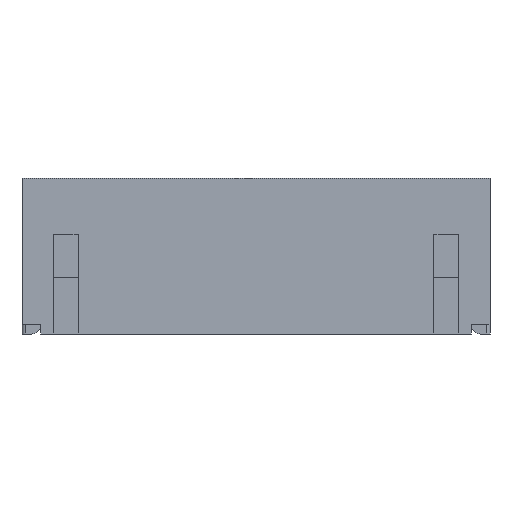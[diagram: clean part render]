
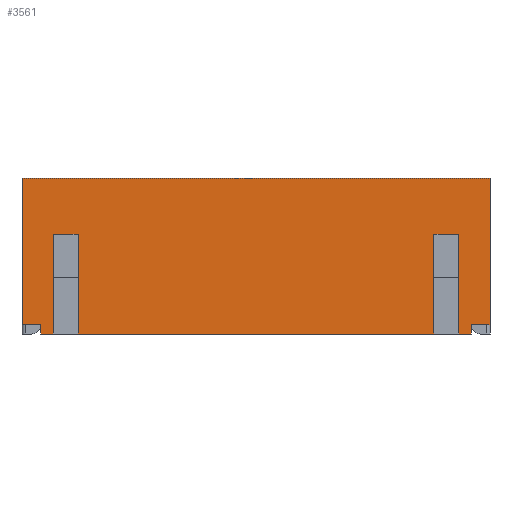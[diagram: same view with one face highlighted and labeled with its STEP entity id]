
A CAD part, left-side view. The second image highlights one B-rep face of the part: STEP entity #3561.
In plain terms, the highlighted planar face has unit normal (-1, 0, 0).
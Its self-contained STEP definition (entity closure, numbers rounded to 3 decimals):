
#47=PLANE('',#3875);
#254=FACE_OUTER_BOUND('',#442,.T.);
#442=EDGE_LOOP('',(#2692,#2693,#2694,#2695,#2696,#2697,#2698,#2699,#2700,
#2701,#2702,#2703,#2704,#2705,#2706,#2707));
#625=LINE('',#5345,#1025);
#629=LINE('',#5353,#1029);
#635=LINE('',#5366,#1035);
#656=LINE('',#5408,#1056);
#669=LINE('',#5433,#1069);
#670=LINE('',#5435,#1070);
#671=LINE('',#5437,#1071);
#672=LINE('',#5439,#1072);
#673=LINE('',#5441,#1073);
#674=LINE('',#5443,#1074);
#675=LINE('',#5445,#1075);
#676=LINE('',#5447,#1076);
#677=LINE('',#5449,#1077);
#678=LINE('',#5451,#1078);
#679=LINE('',#5452,#1079);
#680=LINE('',#5453,#1080);
#1025=VECTOR('',#4384,10.);
#1029=VECTOR('',#4390,10.);
#1035=VECTOR('',#4400,10.);
#1056=VECTOR('',#4433,10.);
#1069=VECTOR('',#4452,10.);
#1070=VECTOR('',#4453,10.);
#1071=VECTOR('',#4454,10.);
#1072=VECTOR('',#4455,10.);
#1073=VECTOR('',#4456,10.);
#1074=VECTOR('',#4457,10.);
#1075=VECTOR('',#4458,10.);
#1076=VECTOR('',#4459,10.);
#1077=VECTOR('',#4460,10.);
#1078=VECTOR('',#4461,10.);
#1079=VECTOR('',#4462,10.);
#1080=VECTOR('',#4463,10.);
#1607=VERTEX_POINT('',#5342);
#1608=VERTEX_POINT('',#5344);
#1611=VERTEX_POINT('',#5352);
#1614=VERTEX_POINT('',#5362);
#1616=VERTEX_POINT('',#5365);
#1631=VERTEX_POINT('',#5406);
#1640=VERTEX_POINT('',#5432);
#1641=VERTEX_POINT('',#5434);
#1642=VERTEX_POINT('',#5436);
#1643=VERTEX_POINT('',#5438);
#1644=VERTEX_POINT('',#5440);
#1645=VERTEX_POINT('',#5442);
#1646=VERTEX_POINT('',#5444);
#1647=VERTEX_POINT('',#5446);
#1648=VERTEX_POINT('',#5448);
#1649=VERTEX_POINT('',#5450);
#1989=EDGE_CURVE('',#1608,#1607,#625,.T.);
#1993=EDGE_CURVE('',#1611,#1608,#629,.T.);
#1999=EDGE_CURVE('',#1616,#1614,#635,.T.);
#2020=EDGE_CURVE('',#1614,#1631,#656,.T.);
#2033=EDGE_CURVE('',#1640,#1611,#669,.T.);
#2034=EDGE_CURVE('',#1607,#1641,#670,.T.);
#2035=EDGE_CURVE('',#1641,#1642,#671,.T.);
#2036=EDGE_CURVE('',#1642,#1643,#672,.T.);
#2037=EDGE_CURVE('',#1643,#1644,#673,.T.);
#2038=EDGE_CURVE('',#1644,#1645,#674,.T.);
#2039=EDGE_CURVE('',#1645,#1646,#675,.T.);
#2040=EDGE_CURVE('',#1646,#1647,#676,.T.);
#2041=EDGE_CURVE('',#1647,#1648,#677,.T.);
#2042=EDGE_CURVE('',#1649,#1648,#678,.T.);
#2043=EDGE_CURVE('',#1616,#1649,#679,.T.);
#2044=EDGE_CURVE('',#1631,#1640,#680,.T.);
#2692=ORIENTED_EDGE('',*,*,#2033,.T.);
#2693=ORIENTED_EDGE('',*,*,#1993,.T.);
#2694=ORIENTED_EDGE('',*,*,#1989,.T.);
#2695=ORIENTED_EDGE('',*,*,#2034,.T.);
#2696=ORIENTED_EDGE('',*,*,#2035,.T.);
#2697=ORIENTED_EDGE('',*,*,#2036,.T.);
#2698=ORIENTED_EDGE('',*,*,#2037,.T.);
#2699=ORIENTED_EDGE('',*,*,#2038,.T.);
#2700=ORIENTED_EDGE('',*,*,#2039,.T.);
#2701=ORIENTED_EDGE('',*,*,#2040,.T.);
#2702=ORIENTED_EDGE('',*,*,#2041,.T.);
#2703=ORIENTED_EDGE('',*,*,#2042,.F.);
#2704=ORIENTED_EDGE('',*,*,#2043,.F.);
#2705=ORIENTED_EDGE('',*,*,#1999,.T.);
#2706=ORIENTED_EDGE('',*,*,#2020,.T.);
#2707=ORIENTED_EDGE('',*,*,#2044,.T.);
#3561=ADVANCED_FACE('',(#254),#47,.T.);
#3875=AXIS2_PLACEMENT_3D('',#5431,#4450,#4451);
#4384=DIRECTION('',(0.,0.,-1.));
#4390=DIRECTION('',(0.,-1.,0.));
#4400=DIRECTION('',(0.,-1.,0.));
#4433=DIRECTION('',(0.,0.,-1.));
#4450=DIRECTION('center_axis',(-1.,0.,0.));
#4451=DIRECTION('ref_axis',(0.,-1.,0.));
#4452=DIRECTION('',(0.,0.,1.));
#4453=DIRECTION('',(0.,-1.,0.));
#4454=DIRECTION('',(0.,0.,1.));
#4455=DIRECTION('',(0.,-1.,0.));
#4456=DIRECTION('',(0.,0.,-1.));
#4457=DIRECTION('',(0.,-1.,0.));
#4458=DIRECTION('',(0.,0.,1.));
#4459=DIRECTION('',(0.,-1.,0.));
#4460=DIRECTION('',(0.,0.,1.));
#4461=DIRECTION('',(0.,-1.,0.));
#4462=DIRECTION('',(0.,0.,1.));
#4463=DIRECTION('',(0.,-1.,0.));
#5342=CARTESIAN_POINT('',(-4.45,10.95,0.));
#5344=CARTESIAN_POINT('',(-4.45,10.95,3.195));
#5345=CARTESIAN_POINT('',(-4.45,10.95,0.));
#5352=CARTESIAN_POINT('',(-4.45,11.75,3.195));
#5353=CARTESIAN_POINT('',(-4.45,11.85,3.195));
#5362=CARTESIAN_POINT('',(-4.45,12.15,0.3));
#5365=CARTESIAN_POINT('',(-4.45,12.75,0.3));
#5366=CARTESIAN_POINT('',(-4.45,12.75,0.3));
#5406=CARTESIAN_POINT('',(-4.45,12.15,0.));
#5408=CARTESIAN_POINT('',(-4.45,12.15,0.325));
#5431=CARTESIAN_POINT('Origin',(-4.45,12.75,0.));
#5432=CARTESIAN_POINT('',(-4.45,11.75,0.));
#5433=CARTESIAN_POINT('',(-4.45,11.75,1.598));
#5434=CARTESIAN_POINT('',(-4.45,-0.45,0.));
#5435=CARTESIAN_POINT('',(-4.45,12.75,0.));
#5436=CARTESIAN_POINT('',(-4.45,-0.45,3.195));
#5437=CARTESIAN_POINT('',(-4.45,-0.45,0.));
#5438=CARTESIAN_POINT('',(-4.45,-1.25,3.195));
#5439=CARTESIAN_POINT('',(-4.45,6.15,3.195));
#5440=CARTESIAN_POINT('',(-4.45,-1.25,0.));
#5441=CARTESIAN_POINT('',(-4.45,-1.25,1.598));
#5442=CARTESIAN_POINT('',(-4.45,-1.65,0.));
#5443=CARTESIAN_POINT('',(-4.45,12.75,0.));
#5444=CARTESIAN_POINT('',(-4.45,-1.65,0.3));
#5445=CARTESIAN_POINT('',(-4.45,-1.65,0.325));
#5446=CARTESIAN_POINT('',(-4.45,-2.25,0.3));
#5447=CARTESIAN_POINT('',(-4.45,5.25,0.3));
#5448=CARTESIAN_POINT('',(-4.45,-2.25,5.));
#5449=CARTESIAN_POINT('',(-4.45,-2.25,0.));
#5450=CARTESIAN_POINT('',(-4.45,12.75,5.));
#5451=CARTESIAN_POINT('',(-4.45,12.75,5.));
#5452=CARTESIAN_POINT('',(-4.45,12.75,0.));
#5453=CARTESIAN_POINT('',(-4.45,12.75,0.));
